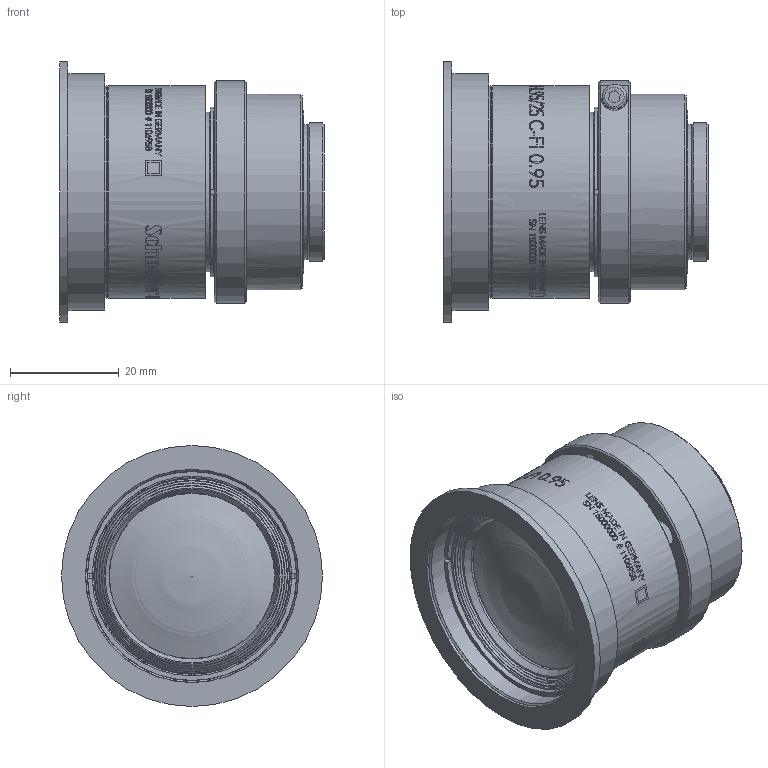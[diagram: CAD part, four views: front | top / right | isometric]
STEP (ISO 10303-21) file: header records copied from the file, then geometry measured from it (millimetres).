
FILE_DESCRIPTION(/* description */ (''),/* implementation_level */ '2;1');
FILE_NAME(/* name */ '1106958_00174054_002.stp',/* time_stamp */ '2023-05-04T16:22:33+02:00',/* author */ (''),/* organization */ (''),/* preprocessor_version */ 'ST-DEVELOPER v16',/* originating_system */ 'SIEMENS PLM Software NX 10.0',/* authorisation */ '');
FILE_SCHEMA (('CONFIG_CONTROL_DESIGN'));
Length unit declared in the file: millimetre
Products named in the file (27): 00100442_002; 00101611_002; 00100160_003; 00100445_004; 00100446_003; 00100447_003; 00100764_001; 00100838_003; 00100840_003; 00100450_003; 00100452_003; 00100842_002; 00100841_002; 00052839_009; 00052841_006; 00101024_001; 00173819_001; 00174049_002; 00173285_001; 00102470_001; 00052884_008_MODEL; 00100443_006_MODEL; 00101613_003_MODEL; 00100444_004_MODEL; 00100166_005_MODEL; 00174048_002_MODEL; 00174054_002
Assembly tree (29 placements, depth 6):
  00174054_002
    00174048_002_MODEL
      00100166_005_MODEL
        00100444_004_MODEL
          00100841_002
          00101613_003_MODEL
            00101611_002
            00100442_002
          00100842_002
          00100452_003
          00100450_003
        00100443_006_MODEL
          00100840_003
          00100838_003
          00100764_001
          00100447_003
          00100446_003
          00100445_004
          00100160_003
      00052884_008_MODEL
        00101024_001
        00052841_006
        00052839_009
      00102470_001
      00173285_001
      00174049_002
      00173819_001  x4
Bounding box: 48.63 x 48 x 48 mm (x, y, z)
Surface area: 94271.8 mm2
Topology: 33 solids, 138 shells, 1182 faces, 3929 edges, 3092 vertices
Faces by surface type: cylinder 507, plane 382, cone 250, sphere 22, torus 21
Full cylindrical faces by diameter (mm): 0.95 x2, 1.3 x4, 2.05 x3, 2.5 x2, 2.8 x2, 4.5 x2, 20 x2, 20.5 x2, 21 x7, 21.5 x3, 21.7 x2, 22 x1, 22.2 x3, 22.5 x4, 23 x7, 23.5 x5, 24 x4, 24.2 x1, 24.5 x2, 24.7 x13, 25 x1, 25.3 x1, 25.4 x3, 25.5 x2, 26 x1, 26.2 x4, 26.5 x8, 27 x2, 27.5 x2, 27.7 x4
Entity records: 48928 total; most frequent: CARTESIAN_POINT 16189, ORIENTED_EDGE 5710, DIRECTION 4991, EDGE_CURVE 3400, VERTEX_POINT 2985, AXIS2_PLACEMENT_3D 2197, EDGE_LOOP 1921, B_SPLINE_CURVE_WITH_KNOTS 1806
